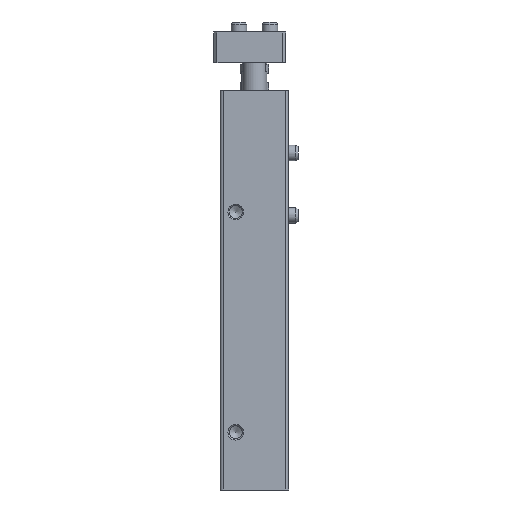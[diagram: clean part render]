
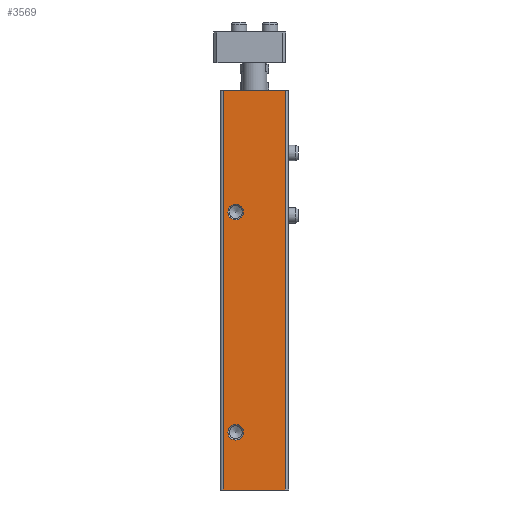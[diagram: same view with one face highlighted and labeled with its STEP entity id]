
A CAD part, left-side view. The second image highlights one B-rep face of the part: STEP entity #3569.
In plain terms, the highlighted planar face has unit normal (-1, 0, 0).
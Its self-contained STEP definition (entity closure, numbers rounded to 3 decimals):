
#111=PLANE('',#3867);
#229=CIRCLE('',#3868,2.5);
#230=CIRCLE('',#3869,2.5);
#460=ORIENTED_EDGE('',*,*,#1434,.T.);
#461=ORIENTED_EDGE('',*,*,#1435,.T.);
#462=ORIENTED_EDGE('',*,*,#1436,.F.);
#463=ORIENTED_EDGE('',*,*,#1437,.F.);
#464=ORIENTED_EDGE('',*,*,#1438,.T.);
#465=ORIENTED_EDGE('',*,*,#1439,.T.);
#1434=EDGE_CURVE('',#1921,#1921,#229,.T.);
#1435=EDGE_CURVE('',#1922,#1922,#230,.T.);
#1436=EDGE_CURVE('',#1923,#1924,#2277,.T.);
#1437=EDGE_CURVE('',#1925,#1923,#2278,.T.);
#1438=EDGE_CURVE('',#1925,#1926,#2279,.T.);
#1439=EDGE_CURVE('',#1926,#1924,#2280,.T.);
#1921=VERTEX_POINT('',#5473);
#1922=VERTEX_POINT('',#5475);
#1923=VERTEX_POINT('',#5477);
#1924=VERTEX_POINT('',#5478);
#1925=VERTEX_POINT('',#5480);
#1926=VERTEX_POINT('',#5482);
#2277=LINE('',#5476,#2539);
#2278=LINE('',#5479,#2540);
#2279=LINE('',#5481,#2541);
#2280=LINE('',#5483,#2542);
#2539=VECTOR('',#4321,1000.);
#2540=VECTOR('',#4322,1000.);
#2541=VECTOR('',#4323,1000.);
#2542=VECTOR('',#4324,1000.);
#2798=EDGE_LOOP('',(#460));
#2799=EDGE_LOOP('',(#461));
#2800=EDGE_LOOP('',(#462,#463,#464,#465));
#3142=FACE_BOUND('',#2798,.T.);
#3143=FACE_BOUND('',#2799,.T.);
#3144=FACE_BOUND('',#2800,.T.);
#3569=ADVANCED_FACE('',(#3142,#3143,#3144),#111,.T.);
#3867=AXIS2_PLACEMENT_3D('',#5471,#4315,#4316);
#3868=AXIS2_PLACEMENT_3D('',#5472,#4317,#4318);
#3869=AXIS2_PLACEMENT_3D('',#5474,#4319,#4320);
#4315=DIRECTION('',(-1.,0.,0.));
#4316=DIRECTION('',(0.,0.,1.));
#4317=DIRECTION('',(1.,0.,0.));
#4318=DIRECTION('',(0.,0.,-1.));
#4319=DIRECTION('',(1.,0.,0.));
#4320=DIRECTION('',(0.,0.,-1.));
#4321=DIRECTION('',(0.,-1.,0.));
#4322=DIRECTION('',(0.,0.,1.));
#4323=DIRECTION('',(0.,-1.,0.));
#4324=DIRECTION('',(0.,0.,1.));
#5471=CARTESIAN_POINT('',(-30.,10.,-128.));
#5472=CARTESIAN_POINT('',(-30.,6.,-109.5));
#5473=CARTESIAN_POINT('',(-30.,6.,-112.));
#5474=CARTESIAN_POINT('',(-30.,6.,-38.9));
#5475=CARTESIAN_POINT('',(-30.,6.,-41.4));
#5476=CARTESIAN_POINT('',(-30.,10.,0.));
#5477=CARTESIAN_POINT('',(-30.,10.,0.));
#5478=CARTESIAN_POINT('',(-30.,-9.8,0.));
#5479=CARTESIAN_POINT('',(-30.,10.,-128.));
#5480=CARTESIAN_POINT('',(-30.,10.,-128.));
#5481=CARTESIAN_POINT('',(-30.,10.,-128.));
#5482=CARTESIAN_POINT('',(-30.,-9.8,-128.));
#5483=CARTESIAN_POINT('',(-30.,-9.8,-128.));
